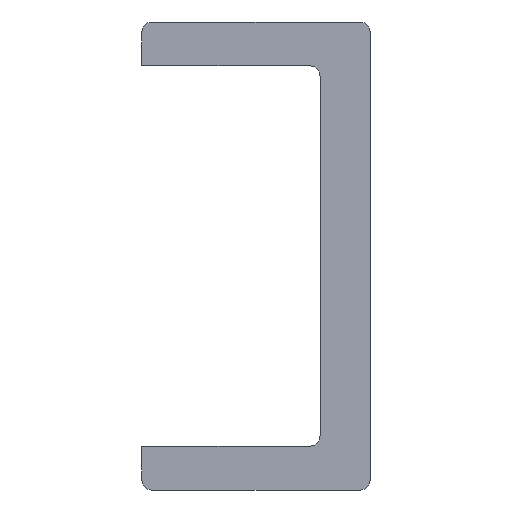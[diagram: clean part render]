
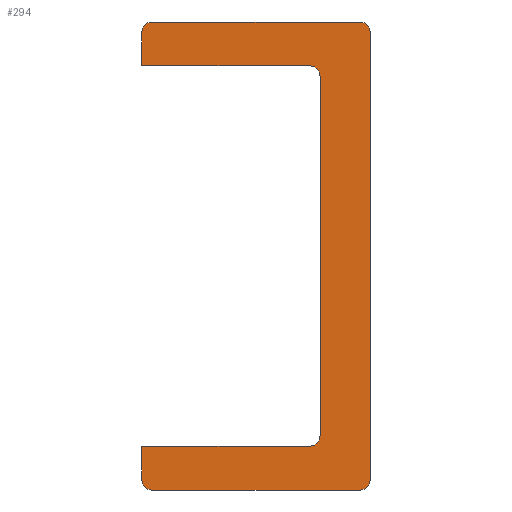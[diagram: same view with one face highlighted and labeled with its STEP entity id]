
A CAD part, front view. The second image highlights one B-rep face of the part: STEP entity #294.
In plain terms, the highlighted planar face has unit normal (0, -1, 0).
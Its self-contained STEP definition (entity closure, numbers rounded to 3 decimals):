
#294 = ADVANCED_FACE( '', ( #682 ), #683, .F. );
#682 = FACE_OUTER_BOUND( '', #1185, .T. );
#683 = PLANE( '', #1186 );
#1185 = EDGE_LOOP( '', ( #1883, #1884, #1885, #1886, #1887, #1888, #1889, #1890, #1891, #1892, #1893, #1894, #1895, #1896 ) );
#1186 = AXIS2_PLACEMENT_3D( '', #1897, #1898, #1899 );
#1883 = ORIENTED_EDGE( '', *, *, #2383, .F. );
#1884 = ORIENTED_EDGE( '', *, *, #2296, .T. );
#1885 = ORIENTED_EDGE( '', *, *, #2315, .F. );
#1886 = ORIENTED_EDGE( '', *, *, #2341, .T. );
#1887 = ORIENTED_EDGE( '', *, *, #2206, .F. );
#1888 = ORIENTED_EDGE( '', *, *, #2384, .F. );
#1889 = ORIENTED_EDGE( '', *, *, #2385, .F. );
#1890 = ORIENTED_EDGE( '', *, *, #2386, .F. );
#1891 = ORIENTED_EDGE( '', *, *, #2378, .F. );
#1892 = ORIENTED_EDGE( '', *, *, #2320, .F. );
#1893 = ORIENTED_EDGE( '', *, *, #2365, .F. );
#1894 = ORIENTED_EDGE( '', *, *, #2263, .T. );
#1895 = ORIENTED_EDGE( '', *, *, #2266, .F. );
#1896 = ORIENTED_EDGE( '', *, *, #2224, .T. );
#1897 = CARTESIAN_POINT( '', ( -10.5, 0., 21.5 ) );
#1898 = DIRECTION( '', ( 0., 1., 0. ) );
#1899 = DIRECTION( '', ( 0., 0., 1. ) );
#2206 = EDGE_CURVE( '', #2515, #2516, #2517, .T. );
#2224 = EDGE_CURVE( '', #2547, #2545, #2548, .F. );
#2263 = EDGE_CURVE( '', #2612, #2610, #2613, .F. );
#2266 = EDGE_CURVE( '', #2547, #2610, #2616, .T. );
#2296 = EDGE_CURVE( '', #2663, #2661, #2664, .F. );
#2315 = EDGE_CURVE( '', #2693, #2661, #2694, .T. );
#2320 = EDGE_CURVE( '', #2700, #2701, #2702, .T. );
#2341 = EDGE_CURVE( '', #2693, #2516, #2732, .F. );
#2365 = EDGE_CURVE( '', #2612, #2700, #2769, .T. );
#2378 = EDGE_CURVE( '', #2701, #2787, #2788, .T. );
#2383 = EDGE_CURVE( '', #2663, #2545, #2794, .T. );
#2384 = EDGE_CURVE( '', #2795, #2515, #2796, .T. );
#2385 = EDGE_CURVE( '', #2797, #2795, #2798, .T. );
#2386 = EDGE_CURVE( '', #2787, #2797, #2799, .T. );
#2515 = VERTEX_POINT( '', #2953 );
#2516 = VERTEX_POINT( '', #2954 );
#2517 = LINE( '', #2955, #2956 );
#2545 = VERTEX_POINT( '', #2987 );
#2547 = VERTEX_POINT( '', #2990 );
#2548 = CIRCLE( '', #2991, 0.9 );
#2610 = VERTEX_POINT( '', #3061 );
#2612 = VERTEX_POINT( '', #3064 );
#2613 = CIRCLE( '', #3065, 0.9 );
#2616 = LINE( '', #3069, #3070 );
#2661 = VERTEX_POINT( '', #3115 );
#2663 = VERTEX_POINT( '', #3118 );
#2664 = CIRCLE( '', #3119, 0.9 );
#2693 = VERTEX_POINT( '', #3149 );
#2694 = LINE( '', #3150, #3151 );
#2700 = VERTEX_POINT( '', #3158 );
#2701 = VERTEX_POINT( '', #3159 );
#2702 = LINE( '', #3160, #3161 );
#2732 = CIRCLE( '', #3193, 0.9 );
#2769 = LINE( '', #3230, #3231 );
#2787 = VERTEX_POINT( '', #3249 );
#2788 = CIRCLE( '', #3250, 1. );
#2794 = LINE( '', #3257, #3258 );
#2795 = VERTEX_POINT( '', #3259 );
#2796 = LINE( '', #3260, #3261 );
#2797 = VERTEX_POINT( '', #3262 );
#2798 = CIRCLE( '', #3263, 1. );
#2799 = LINE( '', #3264, #3265 );
#2953 = CARTESIAN_POINT( '', ( -10.5, 0., 17.5 ) );
#2954 = CARTESIAN_POINT( '', ( -10.5, 0., 20.6 ) );
#2955 = CARTESIAN_POINT( '', ( -10.5, 0., -21.5 ) );
#2956 = VECTOR( '', #3433, 1000. );
#2987 = CARTESIAN_POINT( '', ( 10.5, 0., -20.6 ) );
#2990 = CARTESIAN_POINT( '', ( 9.6, 0., -21.5 ) );
#2991 = AXIS2_PLACEMENT_3D( '', #3462, #3463, #3464 );
#3061 = CARTESIAN_POINT( '', ( -9.6, 0., -21.5 ) );
#3064 = CARTESIAN_POINT( '', ( -10.5, 0., -20.6 ) );
#3065 = AXIS2_PLACEMENT_3D( '', #3531, #3532, #3533 );
#3069 = CARTESIAN_POINT( '', ( 10.5, 0., -21.5 ) );
#3070 = VECTOR( '', #3535, 1000. );
#3115 = CARTESIAN_POINT( '', ( 9.6, 0., 21.5 ) );
#3118 = CARTESIAN_POINT( '', ( 10.5, 0., 20.6 ) );
#3119 = AXIS2_PLACEMENT_3D( '', #3585, #3586, #3587 );
#3149 = CARTESIAN_POINT( '', ( -9.6, 0., 21.5 ) );
#3150 = CARTESIAN_POINT( '', ( -10.5, 0., 21.5 ) );
#3151 = VECTOR( '', #3619, 1000. );
#3158 = CARTESIAN_POINT( '', ( -10.5, 0., -17.5 ) );
#3159 = CARTESIAN_POINT( '', ( 4.9, 0., -17.5 ) );
#3160 = CARTESIAN_POINT( '', ( 4.9, 0., -17.5 ) );
#3161 = VECTOR( '', #3624, 1000. );
#3193 = AXIS2_PLACEMENT_3D( '', #3654, #3655, #3656 );
#3230 = CARTESIAN_POINT( '', ( -10.5, 0., -21.5 ) );
#3231 = VECTOR( '', #3696, 1000. );
#3249 = CARTESIAN_POINT( '', ( 5.9, 0., -16.5 ) );
#3250 = AXIS2_PLACEMENT_3D( '', #3712, #3713, #3714 );
#3257 = CARTESIAN_POINT( '', ( 10.5, 0., 21.5 ) );
#3258 = VECTOR( '', #3719, 1000. );
#3259 = CARTESIAN_POINT( '', ( 4.9, 0., 17.5 ) );
#3260 = CARTESIAN_POINT( '', ( 4.9, 0., 17.5 ) );
#3261 = VECTOR( '', #3720, 1000. );
#3262 = CARTESIAN_POINT( '', ( 5.9, 0., 16.5 ) );
#3263 = AXIS2_PLACEMENT_3D( '', #3721, #3722, #3723 );
#3264 = CARTESIAN_POINT( '', ( 5.9, 0., 16.5 ) );
#3265 = VECTOR( '', #3724, 1000. );
#3433 = DIRECTION( '', ( 0., 0., 1. ) );
#3462 = CARTESIAN_POINT( '', ( 9.6, 0., -20.6 ) );
#3463 = DIRECTION( '', ( 0., 1., 0. ) );
#3464 = DIRECTION( '', ( 0., 0., 1. ) );
#3531 = CARTESIAN_POINT( '', ( -9.6, 0., -20.6 ) );
#3532 = DIRECTION( '', ( 0., 1., 0. ) );
#3533 = DIRECTION( '', ( 0., 0., 1. ) );
#3535 = DIRECTION( '', ( -1., 0., 0. ) );
#3585 = CARTESIAN_POINT( '', ( 9.6, 0., 20.6 ) );
#3586 = DIRECTION( '', ( 0., 1., 0. ) );
#3587 = DIRECTION( '', ( 0., 0., 1. ) );
#3619 = DIRECTION( '', ( 1., 0., 0. ) );
#3624 = DIRECTION( '', ( 1., 0., 0. ) );
#3654 = CARTESIAN_POINT( '', ( -9.6, 0., 20.6 ) );
#3655 = DIRECTION( '', ( 0., 1., 0. ) );
#3656 = DIRECTION( '', ( 0., 0., 1. ) );
#3696 = DIRECTION( '', ( 0., 0., 1. ) );
#3712 = CARTESIAN_POINT( '', ( 4.9, 0., -16.5 ) );
#3713 = DIRECTION( '', ( 0., -1., 0. ) );
#3714 = DIRECTION( '', ( -1., 0., 0. ) );
#3719 = DIRECTION( '', ( 0., 0., -1. ) );
#3720 = DIRECTION( '', ( -1., 0., 0. ) );
#3721 = CARTESIAN_POINT( '', ( 4.9, 0., 16.5 ) );
#3722 = DIRECTION( '', ( 0., -1., 0. ) );
#3723 = DIRECTION( '', ( -1., 0., 0. ) );
#3724 = DIRECTION( '', ( 0., 0., 1. ) );
